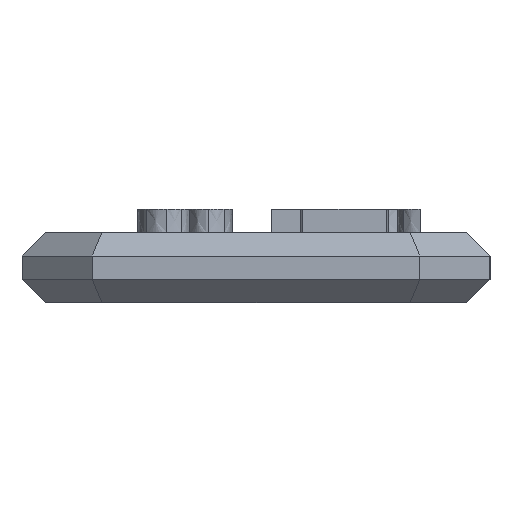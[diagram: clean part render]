
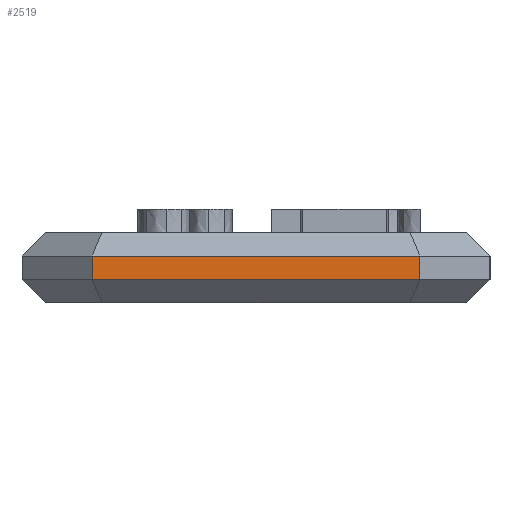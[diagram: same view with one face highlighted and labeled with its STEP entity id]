
A CAD part, left-side view. The second image highlights one B-rep face of the part: STEP entity #2519.
In plain terms, the highlighted planar face has unit normal (-1, 0, 0).
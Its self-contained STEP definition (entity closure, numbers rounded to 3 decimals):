
#2519=ADVANCED_FACE('',(#5476),#5478,.T.);
#5476=FACE_BOUND('',#5477,.T.);
#5477=EDGE_LOOP('',(#8213,#8214,#8215,#8216));
#5478=PLANE('',#5479);
#5479=AXIS2_PLACEMENT_3D('',#5480,#5481,#5482);
#5480=CARTESIAN_POINT('',(-30.,10.,0.));
#5481=DIRECTION('',(-1.,0.,0.));
#5482=DIRECTION('',(0.,-1.,0.));
#8213=ORIENTED_EDGE('',*,*,#9543,.T.);
#8214=ORIENTED_EDGE('',*,*,#10079,.T.);
#8215=ORIENTED_EDGE('',*,*,#9568,.F.);
#8216=ORIENTED_EDGE('',*,*,#10080,.F.);
#9543=EDGE_CURVE('',#10936,#10937,#10938,.T.);
#9568=EDGE_CURVE('',#10971,#10974,#10975,.T.);
#10079=EDGE_CURVE('',#10937,#10974,#11740,.T.);
#10080=EDGE_CURVE('',#10936,#10971,#11741,.T.);
#10936=VERTEX_POINT('',#13347);
#10937=VERTEX_POINT('',#13348);
#10938=LINE('',#13349,#13350);
#10971=VERTEX_POINT('',#13428);
#10974=VERTEX_POINT('',#13435);
#10975=LINE('',#13436,#13437);
#11740=LINE('',#15223,#15224);
#11741=LINE('',#15226,#15227);
#13347=CARTESIAN_POINT('',(-30.,7.,1.));
#13348=CARTESIAN_POINT('',(-30.,-7.,1.));
#13349=CARTESIAN_POINT('',(-30.,7.,1.));
#13350=VECTOR('',#13351,1.);
#13351=DIRECTION('',(0.,-1.,0.));
#13428=CARTESIAN_POINT('',(-30.,7.,2.));
#13435=CARTESIAN_POINT('',(-30.,-7.,2.));
#13436=CARTESIAN_POINT('',(-30.,7.,2.));
#13437=VECTOR('',#13438,1.);
#13438=DIRECTION('',(0.,-1.,0.));
#15223=CARTESIAN_POINT('',(-30.,-7.,1.));
#15224=VECTOR('',#15225,1.);
#15225=DIRECTION('',(0.,0.,1.));
#15226=CARTESIAN_POINT('',(-30.,7.,1.));
#15227=VECTOR('',#15228,1.);
#15228=DIRECTION('',(0.,0.,1.));
